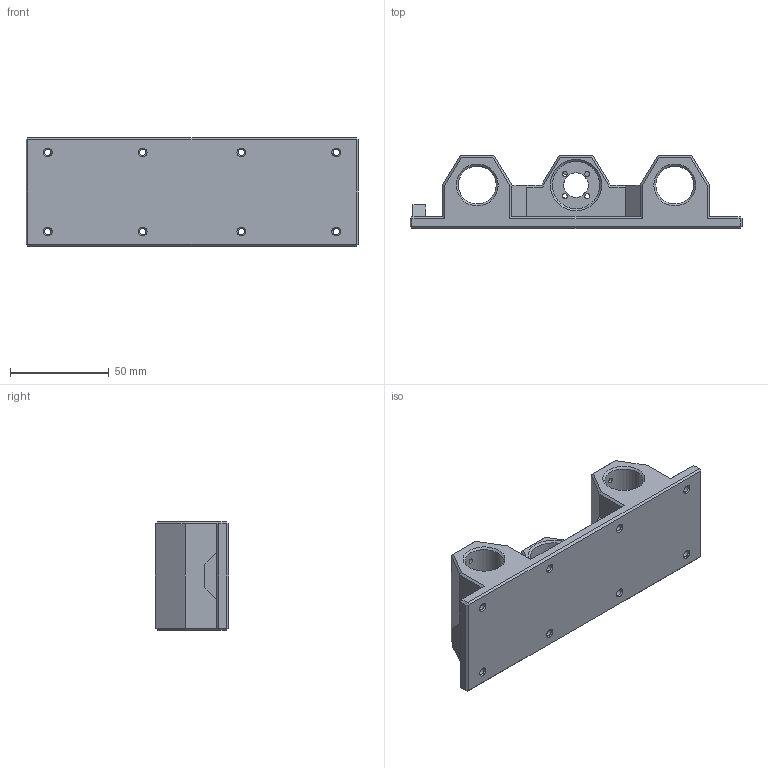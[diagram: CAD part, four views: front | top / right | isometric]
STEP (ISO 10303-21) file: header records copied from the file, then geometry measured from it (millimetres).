
FILE_DESCRIPTION(('FreeCAD Model'),'2;1');
FILE_NAME('Open CASCADE Shape Model','2021-09-14T04:18:43',('Author'),( ''),'Open CASCADE STEP processor 7.5','FreeCAD','Unknown');
FILE_SCHEMA(('AUTOMOTIVE_DESIGN { 1 0 10303 214 1 1 1 1 }'));
Length unit declared in the file: millimetre
Products named in the file (1): Y-Sled
Bounding box: 168 x 37 x 55 mm (x, y, z)
Surface area: 41425.2 mm2 (no closed solid volume)
Topology: 0 solids, 1 shells, 165 faces, 399 edges, 232 vertices
Faces by surface type: plane 97, cone 35, cylinder 33
Full cylindrical faces by diameter (mm): 2.5 x8, 3.3 x8, 4.5 x6, 12.4 x1, 19.2 x4, 22 x1, 22.2 x2, 24 x1
Entity records: 12454 total; most frequent: CARTESIAN_POINT 4321, DIRECTION 1543, LINE 1011, VECTOR 1011, ORIENTED_EDGE 786, PCURVE 786, DEFINITIONAL_REPRESENTATION 786, EDGE_CURVE 393
